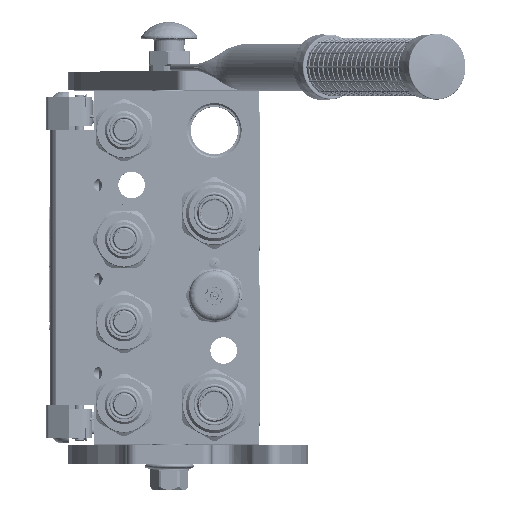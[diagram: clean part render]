
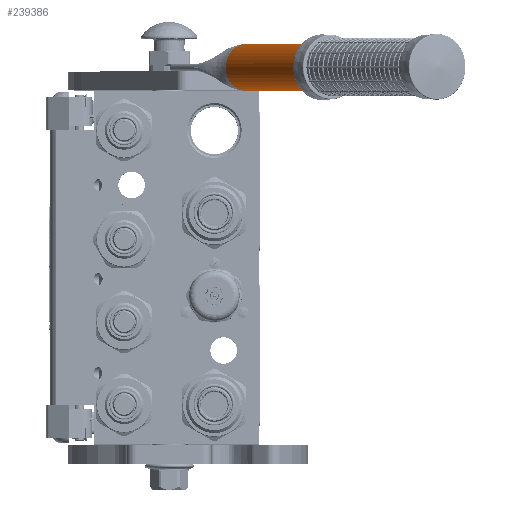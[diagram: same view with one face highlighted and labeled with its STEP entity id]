
A CAD part, top view. The second image highlights one B-rep face of the part: STEP entity #239386.
In plain terms, the highlighted cylindrical face has radius 12.5 mm (diameter 25 mm), a partial arc.
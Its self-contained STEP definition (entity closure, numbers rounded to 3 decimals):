
#4305 = CARTESIAN_POINT ( 'NONE',  ( -12.484, 0.186, -0.638 ) ) ;
#5200 = CARTESIAN_POINT ( 'NONE',  ( -12.494, 0.22, -0.394 ) ) ;
#6540 = VERTEX_POINT ( 'NONE', #94029 ) ;
#7789 = CARTESIAN_POINT ( 'NONE',  ( -12.499, 0.235, -0.221 ) ) ;
#13280 = CARTESIAN_POINT ( 'NONE',  ( 12.494, 0.221, -0.449 ) ) ;
#16848 = DIRECTION ( 'NONE',  ( 0.994, 0., -0.109 ) ) ;
#18188 = AXIS2_PLACEMENT_3D ( 'NONE', #139795, #161542, #81460 ) ;
#24362 = CARTESIAN_POINT ( 'NONE',  ( -12.472, 0.146, -0.859 ) ) ;
#25711 = ORIENTED_EDGE ( 'NONE', *, *, #130580, .F. ) ;
#31638 = CARTESIAN_POINT ( 'NONE',  ( 12.5, 0.24, 0. ) ) ;
#38659 = EDGE_CURVE ( 'NONE', #223907, #157253, #108966, .T. ) ;
#41827 = VERTEX_POINT ( 'NONE', #223229 ) ;
#45146 = ORIENTED_EDGE ( 'NONE', *, *, #129496, .F. ) ;
#47515 = EDGE_CURVE ( 'NONE', #48248, #157253, #151034, .T. ) ;
#48248 = VERTEX_POINT ( 'NONE', #240684 ) ;
#49256 = ORIENTED_EDGE ( 'NONE', *, *, #47515, .T. ) ;
#53575 = EDGE_CURVE ( 'NONE', #223907, #6540, #222782, .T. ) ;
#54671 = DIRECTION ( 'NONE',  ( 0., -1., 0. ) ) ;
#56099 = CIRCLE ( 'NONE', #18188, 12.5 ) ;
#63619 = CARTESIAN_POINT ( 'NONE',  ( -12.456, 0.096, -1.087 ) ) ;
#64336 = ORIENTED_EDGE ( 'NONE', *, *, #53575, .T. ) ;
#65372 = CARTESIAN_POINT ( 'NONE',  ( -12.488, 0.202, -0.541 ) ) ;
#65914 = CARTESIAN_POINT ( 'NONE',  ( 0., 0., 0. ) ) ;
#72662 = EDGE_CURVE ( 'NONE', #252351, #41827, #109827, .T. ) ;
#73895 = AXIS2_PLACEMENT_3D ( 'NONE', #76166, #214088, #16848 ) ;
#76166 = CARTESIAN_POINT ( 'NONE',  ( 0., 0., 0. ) ) ;
#81460 = DIRECTION ( 'NONE',  ( 1., 0., 0. ) ) ;
#85400 = CARTESIAN_POINT ( 'NONE',  ( -12.426, 0., -1.36 ) ) ;
#94029 = CARTESIAN_POINT ( 'NONE',  ( -12.5, 198., 0. ) ) ;
#95562 = AXIS2_PLACEMENT_3D ( 'NONE', #156519, #54671, #195027 ) ;
#98008 = ORIENTED_EDGE ( 'NONE', *, *, #38659, .F. ) ;
#102564 = ORIENTED_EDGE ( 'NONE', *, *, #134789, .T. ) ;
#104569 = CARTESIAN_POINT ( 'NONE',  ( -12.482, 0.182, -0.665 ) ) ;
#106106 = EDGE_LOOP ( 'NONE', ( #102564, #49256, #98008, #64336, #25711, #141714, #45146 ) ) ;
#107155 = CARTESIAN_POINT ( 'NONE',  ( -12.492, 0.214, -0.452 ) ) ;
#108051 = CARTESIAN_POINT ( 'NONE',  ( 12.426, 0., -1.36 ) ) ;
#108966 = B_SPLINE_CURVE_WITH_KNOTS ( 'NONE', 3,
 ( #243350, #226758, #7789, #5200, #107155, #65372, #147172, #4305, #104569, #124575, #123681, #204896, #24362, #63619, #85400 ),
 .UNSPECIFIED., .F., .F.,
 ( 4, 2, 2, 1, 1, 1, 2, 2, 4 ),
 ( 0., 0.25, 0.375, 0.438, 0.469, 0.484, 0.492, 0.5, 1. ),
 .UNSPECIFIED. ) ;
#109827 = LINE ( 'NONE', #118160, #209721 ) ;
#110941 = CARTESIAN_POINT ( 'NONE',  ( 12.467, 0.131, -0.91 ) ) ;
#112674 = CARTESIAN_POINT ( 'NONE',  ( 12.441, 0.049, -1.219 ) ) ;
#118160 = CARTESIAN_POINT ( 'NONE',  ( 12.5, 0.24, 0. ) ) ;
#123681 = CARTESIAN_POINT ( 'NONE',  ( -12.481, 0.178, -0.683 ) ) ;
#124228 = DIRECTION ( 'NONE',  ( 0., 1., 0. ) ) ;
#124575 = CARTESIAN_POINT ( 'NONE',  ( -12.482, 0.18, -0.676 ) ) ;
#129202 = CARTESIAN_POINT ( 'NONE',  ( 12.466, 0.13, -0.917 ) ) ;
#129496 = EDGE_CURVE ( 'NONE', #228061, #252351, #191769, .T. ) ;
#130580 = EDGE_CURVE ( 'NONE', #41827, #6540, #56099, .T. ) ;
#131126 = CIRCLE ( 'NONE', #237921, 12.5 ) ;
#131792 = CARTESIAN_POINT ( 'NONE',  ( 12.478, 0.167, -0.748 ) ) ;
#132647 = CARTESIAN_POINT ( 'NONE',  ( 12.479, 0.172, -0.721 ) ) ;
#134789 = EDGE_CURVE ( 'NONE', #228061, #48248, #131126, .T. ) ;
#139795 = CARTESIAN_POINT ( 'NONE',  ( 0., 198., 0. ) ) ;
#141398 = DIRECTION ( 'NONE',  ( 0., 1., 0. ) ) ;
#141714 = ORIENTED_EDGE ( 'NONE', *, *, #72662, .F. ) ;
#147172 = CARTESIAN_POINT ( 'NONE',  ( -12.486, 0.195, -0.586 ) ) ;
#147173 = CARTESIAN_POINT ( 'NONE',  ( -12.5, 0.24, 0. ) ) ;
#149239 = CARTESIAN_POINT ( 'NONE',  ( 12.468, 0.136, -0.889 ) ) ;
#150950 = CARTESIAN_POINT ( 'NONE',  ( 12.474, 0.155, -0.804 ) ) ;
#151034 = CIRCLE ( 'NONE', #73895, 12.5 ) ;
#152686 = CARTESIAN_POINT ( 'NONE',  ( 12.5, 0.24, -0.216 ) ) ;
#156519 = CARTESIAN_POINT ( 'NONE',  ( 0., 0., 0. ) ) ;
#157253 = VERTEX_POINT ( 'NONE', #171770 ) ;
#161542 = DIRECTION ( 'NONE',  ( 0., 1., 0. ) ) ;
#171770 = CARTESIAN_POINT ( 'NONE',  ( -12.426, 0., -1.36 ) ) ;
#178935 = CARTESIAN_POINT ( 'NONE',  ( -12.5, 0.24, 0. ) ) ;
#179109 = DIRECTION ( 'NONE',  ( 0., 1., 0. ) ) ;
#183546 = DIRECTION ( 'NONE',  ( 0.994, 0., -0.109 ) ) ;
#191769 = B_SPLINE_CURVE_WITH_KNOTS ( 'NONE', 3,
 ( #232249, #112674, #210399, #252318, #251466, #191996, #129202, #110941, #149239, #250622, #150950, #131792, #132647, #13280, #152686, #31638 ),
 .UNSPECIFIED., .F., .F.,
 ( 4, 2, 1, 2, 2, 1, 2, 2, 4 ),
 ( 0., 0.25, 0.313, 0.328, 0.344, 0.375, 0.438, 0.5, 1. ),
 .UNSPECIFIED. ) ;
#191996 = CARTESIAN_POINT ( 'NONE',  ( 12.466, 0.127, -0.927 ) ) ;
#195027 = DIRECTION ( 'NONE',  ( 1., 0., 0. ) ) ;
#204896 = CARTESIAN_POINT ( 'NONE',  ( -12.481, 0.178, -0.688 ) ) ;
#209721 = VECTOR ( 'NONE', #179109, 1000. ) ;
#210399 = CARTESIAN_POINT ( 'NONE',  ( 12.452, 0.083, -1.1 ) ) ;
#214088 = DIRECTION ( 'NONE',  ( 0., 1., 0. ) ) ;
#219380 = CYLINDRICAL_SURFACE ( 'NONE', #95562, 12.5 ) ;
#222782 = LINE ( 'NONE', #178935, #235311 ) ;
#223229 = CARTESIAN_POINT ( 'NONE',  ( 12.5, 198., 0. ) ) ;
#223907 = VERTEX_POINT ( 'NONE', #147173 ) ;
#225664 = FACE_OUTER_BOUND ( 'NONE', #106106, .T. ) ;
#226758 = CARTESIAN_POINT ( 'NONE',  ( -12.5, 0.24, -0.108 ) ) ;
#228061 = VERTEX_POINT ( 'NONE', #108051 ) ;
#231316 = CARTESIAN_POINT ( 'NONE',  ( 12.5, 0.24, 0. ) ) ;
#232249 = CARTESIAN_POINT ( 'NONE',  ( 12.426, 0., -1.36 ) ) ;
#235311 = VECTOR ( 'NONE', #141398, 1000. ) ;
#237921 = AXIS2_PLACEMENT_3D ( 'NONE', #65914, #124228, #183546 ) ;
#239386 = ADVANCED_FACE ( 'NONE', ( #225664 ), #219380, .T. ) ;
#240684 = CARTESIAN_POINT ( 'NONE',  ( 0., 0., -12.5 ) ) ;
#243350 = CARTESIAN_POINT ( 'NONE',  ( -12.5, 0.24, 0. ) ) ;
#250622 = CARTESIAN_POINT ( 'NONE',  ( 12.471, 0.146, -0.847 ) ) ;
#251466 = CARTESIAN_POINT ( 'NONE',  ( 12.464, 0.121, -0.953 ) ) ;
#252318 = CARTESIAN_POINT ( 'NONE',  ( 12.461, 0.114, -0.981 ) ) ;
#252351 = VERTEX_POINT ( 'NONE', #231316 ) ;
